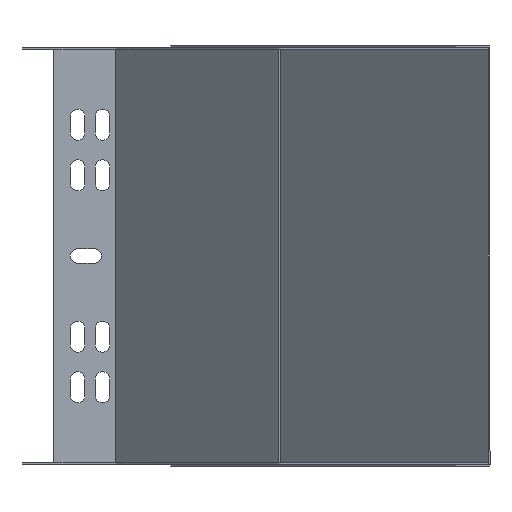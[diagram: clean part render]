
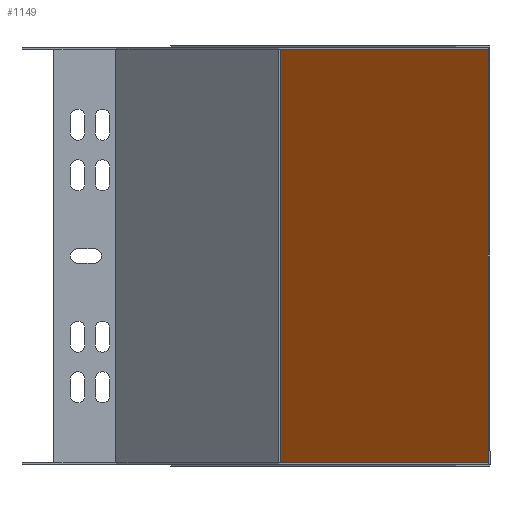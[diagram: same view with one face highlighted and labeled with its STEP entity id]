
A CAD part, front view. The second image highlights one B-rep face of the part: STEP entity #1149.
In plain terms, the highlighted planar face has unit normal (-0.707, -0.707, 0).
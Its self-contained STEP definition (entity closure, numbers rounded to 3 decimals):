
#4 = CARTESIAN_POINT ( 'NONE',  ( -8.613, 100.98, 221.629 ) ) ;
#52 = ORIENTED_EDGE ( 'NONE', *, *, #7147, .F. ) ;
#666 = EDGE_LOOP ( 'NONE', ( #52, #818, #6367, #3580 ) ) ;
#818 = ORIENTED_EDGE ( 'NONE', *, *, #4797, .F. ) ;
#844 = EDGE_CURVE ( 'NONE', #4575, #6168, #5471, .T. ) ;
#1149 = ADVANCED_FACE ( 'NONE', ( #6187 ), #5888, .T. ) ;
#1377 = DIRECTION ( 'NONE',  ( 0.707, -0.707, 0. ) ) ;
#1687 = VECTOR ( 'NONE', #4883, 1000. ) ;
#2361 = CARTESIAN_POINT ( 'NONE',  ( -8.613, 100.98, 221.629 ) ) ;
#2638 = AXIS2_PLACEMENT_3D ( 'NONE', #5037, #7662, #1377 ) ;
#2669 = DIRECTION ( 'NONE',  ( -0.707, 0.707, 0. ) ) ;
#2822 = CARTESIAN_POINT ( 'NONE',  ( 129.272, -36.906, 221.629 ) ) ;
#3289 = LINE ( 'NONE', #2361, #1687 ) ;
#3580 = ORIENTED_EDGE ( 'NONE', *, *, #6322, .F. ) ;
#3922 = VECTOR ( 'NONE', #5749, 1000. ) ;
#4089 = CARTESIAN_POINT ( 'NONE',  ( 129.272, -36.906, 221.629 ) ) ;
#4575 = VERTEX_POINT ( 'NONE', #4 ) ;
#4685 = CARTESIAN_POINT ( 'NONE',  ( -8.613, 100.98, 20.029 ) ) ;
#4797 = EDGE_CURVE ( 'NONE', #6168, #6658, #6019, .T. ) ;
#4883 = DIRECTION ( 'NONE',  ( 0., 0., 1. ) ) ;
#5037 = CARTESIAN_POINT ( 'NONE',  ( 129.272, -36.906, 20.029 ) ) ;
#5116 = VECTOR ( 'NONE', #2669, 1000. ) ;
#5440 = VERTEX_POINT ( 'NONE', #4685 ) ;
#5471 = LINE ( 'NONE', #7702, #3922 ) ;
#5749 = DIRECTION ( 'NONE',  ( 0.707, -0.707, 0. ) ) ;
#5879 = VECTOR ( 'NONE', #7249, 1000. ) ;
#5888 = PLANE ( 'NONE',  #2638 ) ;
#6019 = LINE ( 'NONE', #2822, #5879 ) ;
#6168 = VERTEX_POINT ( 'NONE', #4089 ) ;
#6187 = FACE_OUTER_BOUND ( 'NONE', #666, .T. ) ;
#6322 = EDGE_CURVE ( 'NONE', #5440, #4575, #3289, .T. ) ;
#6367 = ORIENTED_EDGE ( 'NONE', *, *, #844, .F. ) ;
#6658 = VERTEX_POINT ( 'NONE', #7775 ) ;
#7085 = CARTESIAN_POINT ( 'NONE',  ( 129.272, -36.906, 20.029 ) ) ;
#7147 = EDGE_CURVE ( 'NONE', #6658, #5440, #7491, .T. ) ;
#7249 = DIRECTION ( 'NONE',  ( 0., 0., -1. ) ) ;
#7491 = LINE ( 'NONE', #7085, #5116 ) ;
#7662 = DIRECTION ( 'NONE',  ( -0.707, -0.707, 0. ) ) ;
#7702 = CARTESIAN_POINT ( 'NONE',  ( -8.613, 100.98, 221.629 ) ) ;
#7775 = CARTESIAN_POINT ( 'NONE',  ( 129.272, -36.906, 20.029 ) ) ;
